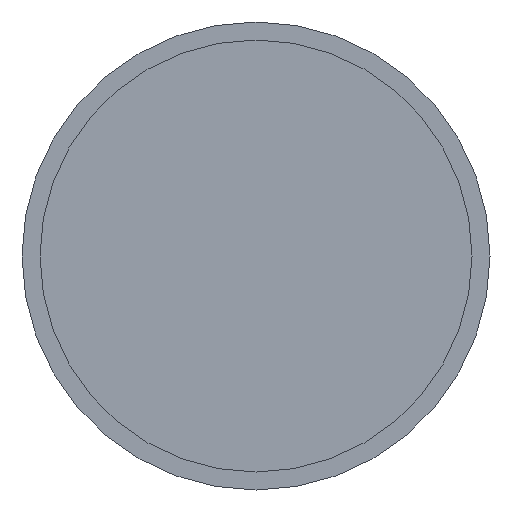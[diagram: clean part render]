
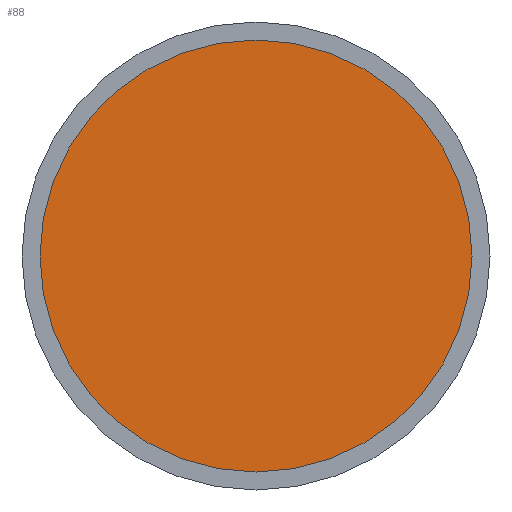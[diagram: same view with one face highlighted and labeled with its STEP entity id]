
A CAD part, front view. The second image highlights one B-rep face of the part: STEP entity #88.
In plain terms, the highlighted planar face has unit normal (0, -1, 0).
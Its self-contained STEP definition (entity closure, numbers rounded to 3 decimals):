
#88 = ADVANCED_FACE( '', ( #184 ), #185, .F. );
#184 = FACE_OUTER_BOUND( '', #281, .T. );
#185 = PLANE( '', #282 );
#281 = EDGE_LOOP( '', ( #482 ) );
#282 = AXIS2_PLACEMENT_3D( '', #483, #484, #485 );
#482 = ORIENTED_EDGE( '', *, *, #581, .T. );
#483 = CARTESIAN_POINT( '', ( 30., 3., 0. ) );
#484 = DIRECTION( '', ( 0., 1., 0. ) );
#485 = DIRECTION( '', ( 0., 0., 1. ) );
#581 = EDGE_CURVE( '', #677, #677, #678, .T. );
#677 = VERTEX_POINT( '', #798 );
#678 = CIRCLE( '', #799, 30. );
#798 = CARTESIAN_POINT( '', ( 0., 3., -30. ) );
#799 = AXIS2_PLACEMENT_3D( '', #884, #885, #886 );
#884 = CARTESIAN_POINT( '', ( 0., 3., 0. ) );
#885 = DIRECTION( '', ( 0., -1., 0. ) );
#886 = DIRECTION( '', ( 0., 0., -1. ) );
